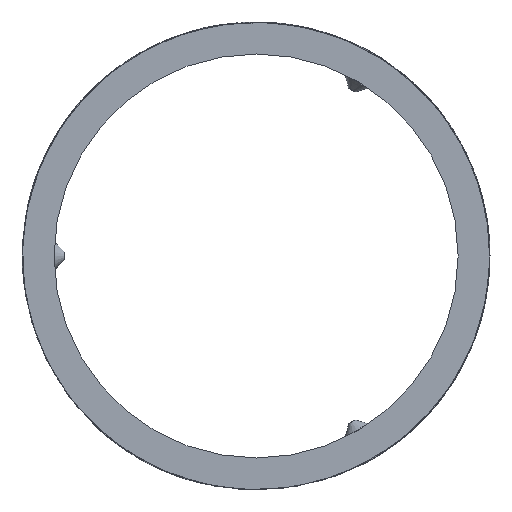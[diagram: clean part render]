
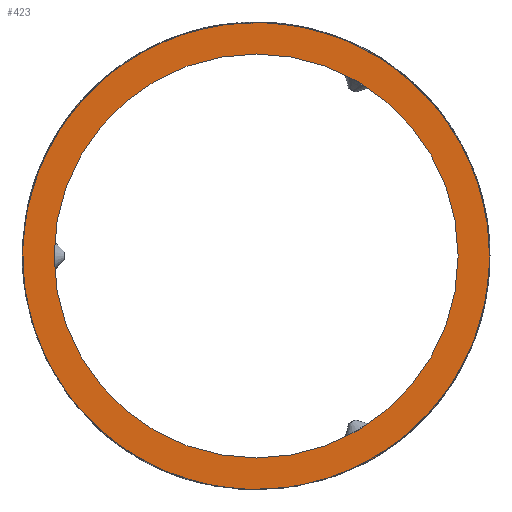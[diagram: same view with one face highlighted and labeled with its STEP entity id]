
A CAD part, left-side view. The second image highlights one B-rep face of the part: STEP entity #423.
In plain terms, the highlighted planar face has unit normal (-1, 0, 0).
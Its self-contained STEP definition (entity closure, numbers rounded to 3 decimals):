
#131=PLANE('',#3302);
#423=ADVANCED_FACE('',(#641,#642),#131,.T.);
#521=CIRCLE('',#3299,22.);
#522=CIRCLE('',#3301,19.);
#641=FACE_BOUND('',#845,.T.);
#642=FACE_BOUND('',#846,.T.);
#845=EDGE_LOOP('',(#1806));
#846=EDGE_LOOP('',(#1807));
#1806=ORIENTED_EDGE('',*,*,#2770,.T.);
#1807=ORIENTED_EDGE('',*,*,#2769,.F.);
#2286=VERTEX_POINT('',#6728);
#2287=VERTEX_POINT('',#6731);
#2769=EDGE_CURVE('',#2286,#2286,#521,.T.);
#2770=EDGE_CURVE('',#2287,#2287,#522,.T.);
#3299=AXIS2_PLACEMENT_3D('',#6727,#3595,#3596);
#3301=AXIS2_PLACEMENT_3D('',#6730,#3599,#3600);
#3302=AXIS2_PLACEMENT_3D('',#6732,#3601,#3602);
#3595=DIRECTION('',(1.,0.,0.));
#3596=DIRECTION('',(0.,0.,-1.));
#3599=DIRECTION('',(1.,0.,0.));
#3600=DIRECTION('',(0.,0.,-1.));
#3601=DIRECTION('',(-1.,0.,0.));
#3602=DIRECTION('',(0.,0.,1.));
#6727=CARTESIAN_POINT('',(0.,0.,0.));
#6728=CARTESIAN_POINT('',(0.,0.,-22.));
#6730=CARTESIAN_POINT('',(0.,0.,0.));
#6731=CARTESIAN_POINT('',(0.,0.,-19.));
#6732=CARTESIAN_POINT('',(0.,22.,0.));
